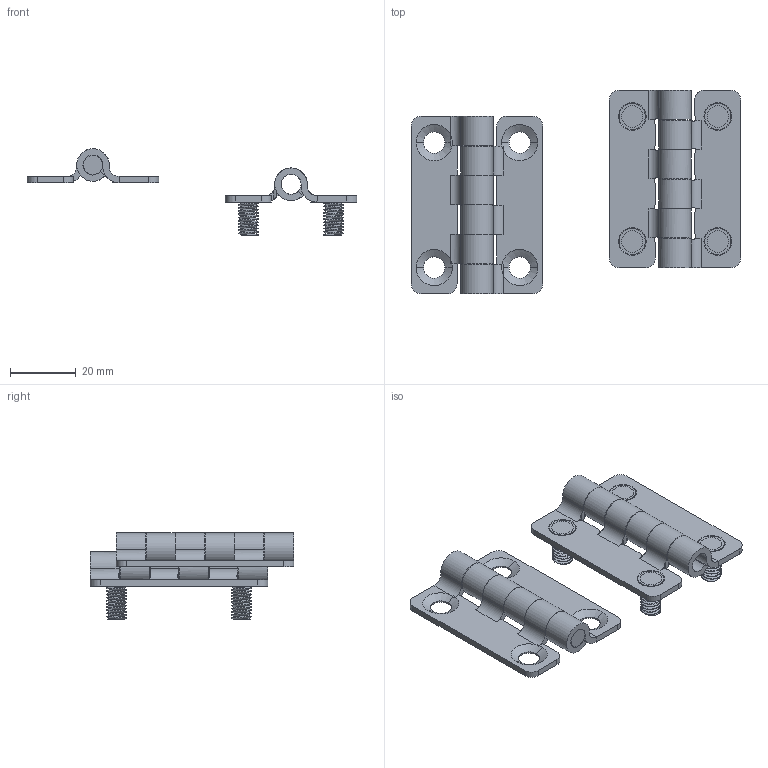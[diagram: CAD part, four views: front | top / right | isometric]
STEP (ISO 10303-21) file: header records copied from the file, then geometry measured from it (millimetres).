
FILE_DESCRIPTION(/* description */ (''),/* implementation_level */ '2;1');
FILE_NAME(/* name */ 'JL209-1-2',/* time_stamp */ '2024-10-31T13:37:16+08:00',/* author */ (''),/* organization */ (''),/* preprocessor_version */ 'ST-DEVELOPER v19.2',/* originating_system */ 'Rhino 8.5',/* authorisation */ '');
FILE_SCHEMA (('CONFIG_CONTROL_DESIGN'));
Length unit declared in the file: millimetre
Products named in the file (1): Document
Bounding box: 100.24 x 61.92 x 26.29 mm (x, y, z)
Volume: 10686.5 mm3; surface area: 17227.6 mm2
Topology: 12 solids, 17 shells, 408 faces, 1093 edges, 713 vertices
Faces by surface type: cylinder 238, plane 146, bspline 24
Entity records: 43529 total; most frequent: CARTESIAN_POINT 35043, ORIENTED_EDGE 2162, EDGE_CURVE 1093, DIRECTION 978, VERTEX_POINT 713, AXIS2_PLACEMENT_3D 681, B_SPLINE_CURVE_WITH_KNOTS 511, EDGE_LOOP 424
